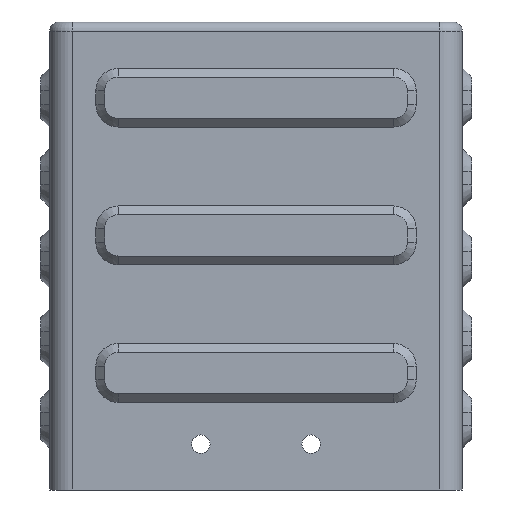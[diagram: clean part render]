
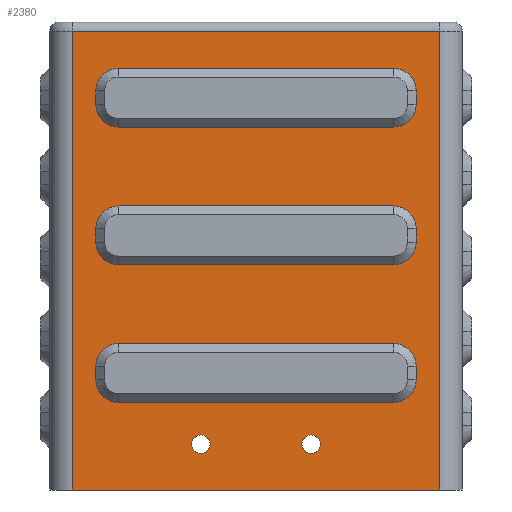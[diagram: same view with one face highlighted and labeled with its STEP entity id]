
A CAD part, front view. The second image highlights one B-rep face of the part: STEP entity #2380.
In plain terms, the highlighted planar face has unit normal (0, -1, 0).
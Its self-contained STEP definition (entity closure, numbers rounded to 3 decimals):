
#706 = VERTEX_POINT('',#707);
#707 = CARTESIAN_POINT('',(-40.,-20.,0.));
#714 = EDGE_CURVE('',#715,#706,#717,.T.);
#715 = VERTEX_POINT('',#716);
#716 = CARTESIAN_POINT('',(40.,-20.,0.));
#717 = LINE('',#718,#719);
#718 = CARTESIAN_POINT('',(40.,-20.,0.));
#719 = VECTOR('',#720,1.);
#720 = DIRECTION('',(-1.,0.,0.));
#2336 = EDGE_CURVE('',#715,#2337,#2339,.T.);
#2337 = VERTEX_POINT('',#2338);
#2338 = CARTESIAN_POINT('',(40.,-20.,100.));
#2339 = LINE('',#2340,#2341);
#2340 = CARTESIAN_POINT('',(40.,-20.,0.));
#2341 = VECTOR('',#2342,1.);
#2342 = DIRECTION('',(0.,0.,1.));
#2380 = ADVANCED_FACE('',(#2381,#2451,#2469,#2480,#2491,#2561),#2631,.T.
  );
#2381 = FACE_BOUND('',#2382,.T.);
#2382 = EDGE_LOOP('',(#2383,#2393,#2402,#2410,#2419,#2427,#2436,#2444));
#2383 = ORIENTED_EDGE('',*,*,#2384,.T.);
#2384 = EDGE_CURVE('',#2385,#2387,#2389,.T.);
#2385 = VERTEX_POINT('',#2386);
#2386 = CARTESIAN_POINT('',(-30.,-20.,31.9));
#2387 = VERTEX_POINT('',#2388);
#2388 = CARTESIAN_POINT('',(30.,-20.,31.9));
#2389 = LINE('',#2390,#2391);
#2390 = CARTESIAN_POINT('',(-30.,-20.,31.9));
#2391 = VECTOR('',#2392,1.);
#2392 = DIRECTION('',(1.,0.,0.));
#2393 = ORIENTED_EDGE('',*,*,#2394,.T.);
#2394 = EDGE_CURVE('',#2387,#2395,#2397,.T.);
#2395 = VERTEX_POINT('',#2396);
#2396 = CARTESIAN_POINT('',(34.9,-20.,27.));
#2397 = CIRCLE('',#2398,4.9);
#2398 = AXIS2_PLACEMENT_3D('',#2399,#2400,#2401);
#2399 = CARTESIAN_POINT('',(30.,-20.,27.));
#2400 = DIRECTION('',(0.,1.,0.));
#2401 = DIRECTION('',(0.,0.,1.));
#2402 = ORIENTED_EDGE('',*,*,#2403,.T.);
#2403 = EDGE_CURVE('',#2395,#2404,#2406,.T.);
#2404 = VERTEX_POINT('',#2405);
#2405 = CARTESIAN_POINT('',(34.9,-20.,24.));
#2406 = LINE('',#2407,#2408);
#2407 = CARTESIAN_POINT('',(34.9,-20.,27.));
#2408 = VECTOR('',#2409,1.);
#2409 = DIRECTION('',(0.,0.,-1.));
#2410 = ORIENTED_EDGE('',*,*,#2411,.T.);
#2411 = EDGE_CURVE('',#2404,#2412,#2414,.T.);
#2412 = VERTEX_POINT('',#2413);
#2413 = CARTESIAN_POINT('',(30.,-20.,19.1));
#2414 = CIRCLE('',#2415,4.9);
#2415 = AXIS2_PLACEMENT_3D('',#2416,#2417,#2418);
#2416 = CARTESIAN_POINT('',(30.,-20.,24.));
#2417 = DIRECTION('',(-0.,1.,0.));
#2418 = DIRECTION('',(1.,0.,0.));
#2419 = ORIENTED_EDGE('',*,*,#2420,.T.);
#2420 = EDGE_CURVE('',#2412,#2421,#2423,.T.);
#2421 = VERTEX_POINT('',#2422);
#2422 = CARTESIAN_POINT('',(-30.,-20.,19.1));
#2423 = LINE('',#2424,#2425);
#2424 = CARTESIAN_POINT('',(30.,-20.,19.1));
#2425 = VECTOR('',#2426,1.);
#2426 = DIRECTION('',(-1.,0.,0.));
#2427 = ORIENTED_EDGE('',*,*,#2428,.T.);
#2428 = EDGE_CURVE('',#2421,#2429,#2431,.T.);
#2429 = VERTEX_POINT('',#2430);
#2430 = CARTESIAN_POINT('',(-34.9,-20.,24.));
#2431 = CIRCLE('',#2432,4.9);
#2432 = AXIS2_PLACEMENT_3D('',#2433,#2434,#2435);
#2433 = CARTESIAN_POINT('',(-30.,-20.,24.));
#2434 = DIRECTION('',(0.,1.,-0.));
#2435 = DIRECTION('',(0.,-0.,-1.));
#2436 = ORIENTED_EDGE('',*,*,#2437,.T.);
#2437 = EDGE_CURVE('',#2429,#2438,#2440,.T.);
#2438 = VERTEX_POINT('',#2439);
#2439 = CARTESIAN_POINT('',(-34.9,-20.,27.));
#2440 = LINE('',#2441,#2442);
#2441 = CARTESIAN_POINT('',(-34.9,-20.,24.));
#2442 = VECTOR('',#2443,1.);
#2443 = DIRECTION('',(0.,0.,1.));
#2444 = ORIENTED_EDGE('',*,*,#2445,.T.);
#2445 = EDGE_CURVE('',#2438,#2385,#2446,.T.);
#2446 = CIRCLE('',#2447,4.9);
#2447 = AXIS2_PLACEMENT_3D('',#2448,#2449,#2450);
#2448 = CARTESIAN_POINT('',(-30.,-20.,27.));
#2449 = DIRECTION('',(0.,1.,-0.));
#2450 = DIRECTION('',(-1.,0.,0.));
#2451 = FACE_BOUND('',#2452,.T.);
#2452 = EDGE_LOOP('',(#2453,#2454,#2462,#2468));
#2453 = ORIENTED_EDGE('',*,*,#2336,.T.);
#2454 = ORIENTED_EDGE('',*,*,#2455,.T.);
#2455 = EDGE_CURVE('',#2337,#2456,#2458,.T.);
#2456 = VERTEX_POINT('',#2457);
#2457 = CARTESIAN_POINT('',(-40.,-20.,100.));
#2458 = LINE('',#2459,#2460);
#2459 = CARTESIAN_POINT('',(40.,-20.,100.));
#2460 = VECTOR('',#2461,1.);
#2461 = DIRECTION('',(-1.,0.,0.));
#2462 = ORIENTED_EDGE('',*,*,#2463,.F.);
#2463 = EDGE_CURVE('',#706,#2456,#2464,.T.);
#2464 = LINE('',#2465,#2466);
#2465 = CARTESIAN_POINT('',(-40.,-20.,0.));
#2466 = VECTOR('',#2467,1.);
#2467 = DIRECTION('',(0.,0.,1.));
#2468 = ORIENTED_EDGE('',*,*,#714,.F.);
#2469 = FACE_BOUND('',#2470,.T.);
#2470 = EDGE_LOOP('',(#2471));
#2471 = ORIENTED_EDGE('',*,*,#2472,.T.);
#2472 = EDGE_CURVE('',#2473,#2473,#2475,.T.);
#2473 = VERTEX_POINT('',#2474);
#2474 = CARTESIAN_POINT('',(10.,-20.,10.));
#2475 = CIRCLE('',#2476,2.);
#2476 = AXIS2_PLACEMENT_3D('',#2477,#2478,#2479);
#2477 = CARTESIAN_POINT('',(12.,-20.,10.));
#2478 = DIRECTION('',(0.,1.,0.));
#2479 = DIRECTION('',(-1.,0.,0.));
#2480 = FACE_BOUND('',#2481,.T.);
#2481 = EDGE_LOOP('',(#2482));
#2482 = ORIENTED_EDGE('',*,*,#2483,.T.);
#2483 = EDGE_CURVE('',#2484,#2484,#2486,.T.);
#2484 = VERTEX_POINT('',#2485);
#2485 = CARTESIAN_POINT('',(-14.,-20.,10.));
#2486 = CIRCLE('',#2487,2.);
#2487 = AXIS2_PLACEMENT_3D('',#2488,#2489,#2490);
#2488 = CARTESIAN_POINT('',(-12.,-20.,10.));
#2489 = DIRECTION('',(0.,1.,0.));
#2490 = DIRECTION('',(-1.,0.,0.));
#2491 = FACE_BOUND('',#2492,.T.);
#2492 = EDGE_LOOP('',(#2493,#2503,#2512,#2520,#2529,#2537,#2546,#2554));
#2493 = ORIENTED_EDGE('',*,*,#2494,.T.);
#2494 = EDGE_CURVE('',#2495,#2497,#2499,.T.);
#2495 = VERTEX_POINT('',#2496);
#2496 = CARTESIAN_POINT('',(-30.,-20.,61.9));
#2497 = VERTEX_POINT('',#2498);
#2498 = CARTESIAN_POINT('',(30.,-20.,61.9));
#2499 = LINE('',#2500,#2501);
#2500 = CARTESIAN_POINT('',(-30.,-20.,61.9));
#2501 = VECTOR('',#2502,1.);
#2502 = DIRECTION('',(1.,0.,0.));
#2503 = ORIENTED_EDGE('',*,*,#2504,.T.);
#2504 = EDGE_CURVE('',#2497,#2505,#2507,.T.);
#2505 = VERTEX_POINT('',#2506);
#2506 = CARTESIAN_POINT('',(34.9,-20.,57.));
#2507 = CIRCLE('',#2508,4.9);
#2508 = AXIS2_PLACEMENT_3D('',#2509,#2510,#2511);
#2509 = CARTESIAN_POINT('',(30.,-20.,57.));
#2510 = DIRECTION('',(0.,1.,0.));
#2511 = DIRECTION('',(0.,0.,1.));
#2512 = ORIENTED_EDGE('',*,*,#2513,.T.);
#2513 = EDGE_CURVE('',#2505,#2514,#2516,.T.);
#2514 = VERTEX_POINT('',#2515);
#2515 = CARTESIAN_POINT('',(34.9,-20.,54.));
#2516 = LINE('',#2517,#2518);
#2517 = CARTESIAN_POINT('',(34.9,-20.,57.));
#2518 = VECTOR('',#2519,1.);
#2519 = DIRECTION('',(0.,0.,-1.));
#2520 = ORIENTED_EDGE('',*,*,#2521,.T.);
#2521 = EDGE_CURVE('',#2514,#2522,#2524,.T.);
#2522 = VERTEX_POINT('',#2523);
#2523 = CARTESIAN_POINT('',(30.,-20.,49.1));
#2524 = CIRCLE('',#2525,4.9);
#2525 = AXIS2_PLACEMENT_3D('',#2526,#2527,#2528);
#2526 = CARTESIAN_POINT('',(30.,-20.,54.));
#2527 = DIRECTION('',(-0.,1.,0.));
#2528 = DIRECTION('',(1.,0.,0.));
#2529 = ORIENTED_EDGE('',*,*,#2530,.T.);
#2530 = EDGE_CURVE('',#2522,#2531,#2533,.T.);
#2531 = VERTEX_POINT('',#2532);
#2532 = CARTESIAN_POINT('',(-30.,-20.,49.1));
#2533 = LINE('',#2534,#2535);
#2534 = CARTESIAN_POINT('',(30.,-20.,49.1));
#2535 = VECTOR('',#2536,1.);
#2536 = DIRECTION('',(-1.,0.,0.));
#2537 = ORIENTED_EDGE('',*,*,#2538,.T.);
#2538 = EDGE_CURVE('',#2531,#2539,#2541,.T.);
#2539 = VERTEX_POINT('',#2540);
#2540 = CARTESIAN_POINT('',(-34.9,-20.,54.));
#2541 = CIRCLE('',#2542,4.9);
#2542 = AXIS2_PLACEMENT_3D('',#2543,#2544,#2545);
#2543 = CARTESIAN_POINT('',(-30.,-20.,54.));
#2544 = DIRECTION('',(-0.,1.,0.));
#2545 = DIRECTION('',(0.,0.,-1.));
#2546 = ORIENTED_EDGE('',*,*,#2547,.T.);
#2547 = EDGE_CURVE('',#2539,#2548,#2550,.T.);
#2548 = VERTEX_POINT('',#2549);
#2549 = CARTESIAN_POINT('',(-34.9,-20.,57.));
#2550 = LINE('',#2551,#2552);
#2551 = CARTESIAN_POINT('',(-34.9,-20.,54.));
#2552 = VECTOR('',#2553,1.);
#2553 = DIRECTION('',(0.,0.,1.));
#2554 = ORIENTED_EDGE('',*,*,#2555,.T.);
#2555 = EDGE_CURVE('',#2548,#2495,#2556,.T.);
#2556 = CIRCLE('',#2557,4.9);
#2557 = AXIS2_PLACEMENT_3D('',#2558,#2559,#2560);
#2558 = CARTESIAN_POINT('',(-30.,-20.,57.));
#2559 = DIRECTION('',(0.,1.,-0.));
#2560 = DIRECTION('',(-1.,0.,0.));
#2561 = FACE_BOUND('',#2562,.T.);
#2562 = EDGE_LOOP('',(#2563,#2573,#2582,#2590,#2599,#2607,#2616,#2624));
#2563 = ORIENTED_EDGE('',*,*,#2564,.T.);
#2564 = EDGE_CURVE('',#2565,#2567,#2569,.T.);
#2565 = VERTEX_POINT('',#2566);
#2566 = CARTESIAN_POINT('',(-30.,-20.,91.9));
#2567 = VERTEX_POINT('',#2568);
#2568 = CARTESIAN_POINT('',(30.,-20.,91.9));
#2569 = LINE('',#2570,#2571);
#2570 = CARTESIAN_POINT('',(-30.,-20.,91.9));
#2571 = VECTOR('',#2572,1.);
#2572 = DIRECTION('',(1.,0.,0.));
#2573 = ORIENTED_EDGE('',*,*,#2574,.T.);
#2574 = EDGE_CURVE('',#2567,#2575,#2577,.T.);
#2575 = VERTEX_POINT('',#2576);
#2576 = CARTESIAN_POINT('',(34.9,-20.,87.));
#2577 = CIRCLE('',#2578,4.9);
#2578 = AXIS2_PLACEMENT_3D('',#2579,#2580,#2581);
#2579 = CARTESIAN_POINT('',(30.,-20.,87.));
#2580 = DIRECTION('',(0.,1.,0.));
#2581 = DIRECTION('',(0.,0.,1.));
#2582 = ORIENTED_EDGE('',*,*,#2583,.T.);
#2583 = EDGE_CURVE('',#2575,#2584,#2586,.T.);
#2584 = VERTEX_POINT('',#2585);
#2585 = CARTESIAN_POINT('',(34.9,-20.,84.));
#2586 = LINE('',#2587,#2588);
#2587 = CARTESIAN_POINT('',(34.9,-20.,87.));
#2588 = VECTOR('',#2589,1.);
#2589 = DIRECTION('',(0.,0.,-1.));
#2590 = ORIENTED_EDGE('',*,*,#2591,.T.);
#2591 = EDGE_CURVE('',#2584,#2592,#2594,.T.);
#2592 = VERTEX_POINT('',#2593);
#2593 = CARTESIAN_POINT('',(30.,-20.,79.1));
#2594 = CIRCLE('',#2595,4.9);
#2595 = AXIS2_PLACEMENT_3D('',#2596,#2597,#2598);
#2596 = CARTESIAN_POINT('',(30.,-20.,84.));
#2597 = DIRECTION('',(-0.,1.,0.));
#2598 = DIRECTION('',(1.,0.,0.));
#2599 = ORIENTED_EDGE('',*,*,#2600,.T.);
#2600 = EDGE_CURVE('',#2592,#2601,#2603,.T.);
#2601 = VERTEX_POINT('',#2602);
#2602 = CARTESIAN_POINT('',(-30.,-20.,79.1));
#2603 = LINE('',#2604,#2605);
#2604 = CARTESIAN_POINT('',(30.,-20.,79.1));
#2605 = VECTOR('',#2606,1.);
#2606 = DIRECTION('',(-1.,0.,0.));
#2607 = ORIENTED_EDGE('',*,*,#2608,.T.);
#2608 = EDGE_CURVE('',#2601,#2609,#2611,.T.);
#2609 = VERTEX_POINT('',#2610);
#2610 = CARTESIAN_POINT('',(-34.9,-20.,84.));
#2611 = CIRCLE('',#2612,4.9);
#2612 = AXIS2_PLACEMENT_3D('',#2613,#2614,#2615);
#2613 = CARTESIAN_POINT('',(-30.,-20.,84.));
#2614 = DIRECTION('',(-0.,1.,0.));
#2615 = DIRECTION('',(0.,0.,-1.));
#2616 = ORIENTED_EDGE('',*,*,#2617,.T.);
#2617 = EDGE_CURVE('',#2609,#2618,#2620,.T.);
#2618 = VERTEX_POINT('',#2619);
#2619 = CARTESIAN_POINT('',(-34.9,-20.,87.));
#2620 = LINE('',#2621,#2622);
#2621 = CARTESIAN_POINT('',(-34.9,-20.,84.));
#2622 = VECTOR('',#2623,1.);
#2623 = DIRECTION('',(0.,0.,1.));
#2624 = ORIENTED_EDGE('',*,*,#2625,.T.);
#2625 = EDGE_CURVE('',#2618,#2565,#2626,.T.);
#2626 = CIRCLE('',#2627,4.9);
#2627 = AXIS2_PLACEMENT_3D('',#2628,#2629,#2630);
#2628 = CARTESIAN_POINT('',(-30.,-20.,87.));
#2629 = DIRECTION('',(0.,1.,-0.));
#2630 = DIRECTION('',(-1.,0.,0.));
#2631 = PLANE('',#2632);
#2632 = AXIS2_PLACEMENT_3D('',#2633,#2634,#2635);
#2633 = CARTESIAN_POINT('',(40.,-20.,0.));
#2634 = DIRECTION('',(0.,-1.,0.));
#2635 = DIRECTION('',(-1.,0.,0.));
